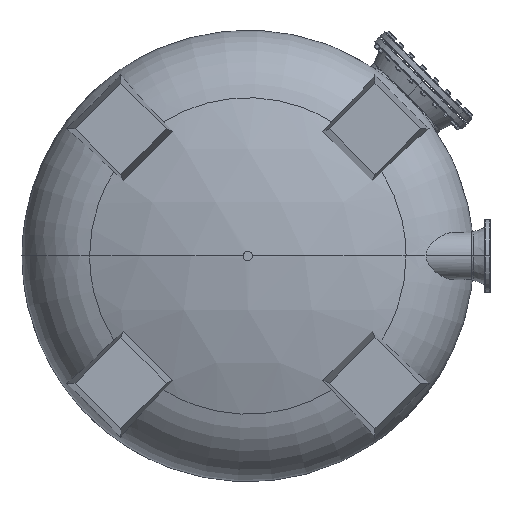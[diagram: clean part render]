
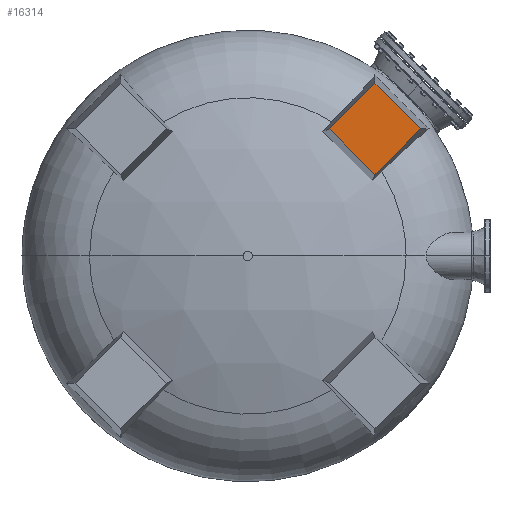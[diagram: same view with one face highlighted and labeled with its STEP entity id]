
A CAD part, front view. The second image highlights one B-rep face of the part: STEP entity #16314.
In plain terms, the highlighted planar face has unit normal (0, -1, 0).
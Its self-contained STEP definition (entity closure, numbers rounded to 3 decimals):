
#891 = B_SPLINE_CURVE_WITH_KNOTS ( 'NONE', 3,
 ( #6631, #32625, #45951, #18776 ),
 .UNSPECIFIED., .F., .F.,
 ( 4, 4 ),
 ( 0., 1. ),
 .UNSPECIFIED. ) ;
#3331 = FACE_OUTER_BOUND ( 'NONE', #56958, .T. ) ;
#4577 = CARTESIAN_POINT ( 'NONE',  ( 363.664, -1548.919, 658.1 ) ) ;
#6537 = CARTESIAN_POINT ( 'NONE',  ( 611.151, -1548.919, 410.613 ) ) ;
#6631 = CARTESIAN_POINT ( 'NONE',  ( 611.151, -1548.919, 905.588 ) ) ;
#6835 = DIRECTION ( 'NONE',  ( 0., -1., 0. ) ) ;
#7648 = B_SPLINE_CURVE_WITH_KNOTS ( 'NONE', 3,
 ( #43491, #43765, #12831, #34242 ),
 .UNSPECIFIED., .F., .F.,
 ( 4, 4 ),
 ( 0., 1. ),
 .UNSPECIFIED. ) ;
#8274 = AXIS2_PLACEMENT_3D ( 'NONE', #51678, #6835, #47316 ) ;
#8816 = VERTEX_POINT ( 'NONE', #34515 ) ;
#9664 = ORIENTED_EDGE ( 'NONE', *, *, #13490, .F. ) ;
#9805 = VERTEX_POINT ( 'NONE', #43615 ) ;
#12831 = CARTESIAN_POINT ( 'NONE',  ( 693.647, -1548.919, 493.109 ) ) ;
#13490 = EDGE_CURVE ( 'NONE', #8816, #9805, #32446, .T. ) ;
#14625 = EDGE_CURVE ( 'NONE', #37286, #8816, #35137, .T. ) ;
#16314 = ADVANCED_FACE ( 'NONE', ( #3331 ), #55783, .T. ) ;
#16881 = ORIENTED_EDGE ( 'NONE', *, *, #40726, .F. ) ;
#18562 = CARTESIAN_POINT ( 'NONE',  ( 611.151, -1548.919, 410.613 ) ) ;
#18776 = CARTESIAN_POINT ( 'NONE',  ( 858.638, -1548.919, 658.1 ) ) ;
#20873 = CARTESIAN_POINT ( 'NONE',  ( 858.638, -1548.919, 658.1 ) ) ;
#23134 = VERTEX_POINT ( 'NONE', #20873 ) ;
#23147 = CARTESIAN_POINT ( 'NONE',  ( 446.159, -1548.919, 575.604 ) ) ;
#24428 = EDGE_CURVE ( 'NONE', #23134, #37286, #7648, .T. ) ;
#25897 = ORIENTED_EDGE ( 'NONE', *, *, #14625, .F. ) ;
#31459 = CARTESIAN_POINT ( 'NONE',  ( 611.151, -1548.919, 905.588 ) ) ;
#32446 = B_SPLINE_CURVE_WITH_KNOTS ( 'NONE', 3,
 ( #4577, #40445, #35557, #31459 ),
 .UNSPECIFIED., .F., .F.,
 ( 4, 4 ),
 ( 0., 1. ),
 .UNSPECIFIED. ) ;
#32625 = CARTESIAN_POINT ( 'NONE',  ( 693.647, -1548.919, 823.092 ) ) ;
#34242 = CARTESIAN_POINT ( 'NONE',  ( 611.151, -1548.919, 410.613 ) ) ;
#34515 = CARTESIAN_POINT ( 'NONE',  ( 363.664, -1548.919, 658.1 ) ) ;
#35137 = B_SPLINE_CURVE_WITH_KNOTS ( 'NONE', 3,
 ( #18562, #49514, #23147, #40817 ),
 .UNSPECIFIED., .F., .F.,
 ( 4, 4 ),
 ( 0., 1. ),
 .UNSPECIFIED. ) ;
#35557 = CARTESIAN_POINT ( 'NONE',  ( 528.655, -1548.919, 823.092 ) ) ;
#37286 = VERTEX_POINT ( 'NONE', #6537 ) ;
#40445 = CARTESIAN_POINT ( 'NONE',  ( 446.159, -1548.919, 740.596 ) ) ;
#40726 = EDGE_CURVE ( 'NONE', #9805, #23134, #891, .T. ) ;
#40817 = CARTESIAN_POINT ( 'NONE',  ( 363.664, -1548.919, 658.1 ) ) ;
#43491 = CARTESIAN_POINT ( 'NONE',  ( 858.638, -1548.919, 658.1 ) ) ;
#43615 = CARTESIAN_POINT ( 'NONE',  ( 611.151, -1548.919, 905.588 ) ) ;
#43765 = CARTESIAN_POINT ( 'NONE',  ( 776.143, -1548.919, 575.604 ) ) ;
#45011 = ORIENTED_EDGE ( 'NONE', *, *, #24428, .F. ) ;
#45951 = CARTESIAN_POINT ( 'NONE',  ( 776.143, -1548.919, 740.596 ) ) ;
#47316 = DIRECTION ( 'NONE',  ( -1., 0., 0. ) ) ;
#49514 = CARTESIAN_POINT ( 'NONE',  ( 528.655, -1548.919, 493.109 ) ) ;
#51678 = CARTESIAN_POINT ( 'NONE',  ( -78.278, -1548.919, -31.329 ) ) ;
#55783 = PLANE ( 'NONE',  #8274 ) ;
#56958 = EDGE_LOOP ( 'NONE', ( #45011, #16881, #9664, #25897 ) ) ;
